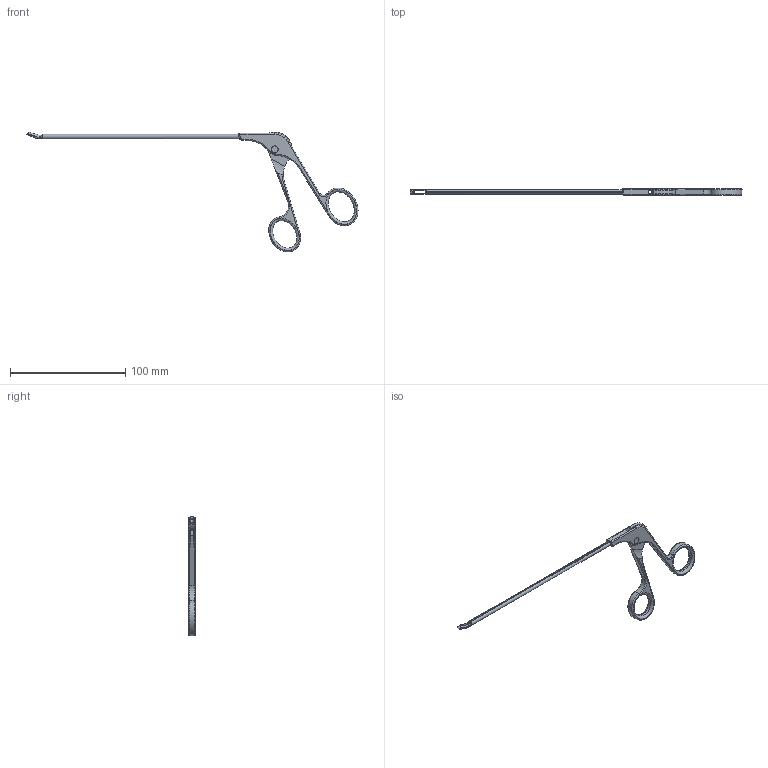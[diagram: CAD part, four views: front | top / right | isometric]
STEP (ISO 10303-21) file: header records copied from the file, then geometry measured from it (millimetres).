
FILE_DESCRIPTION(/* description */ (''),/* implementation_level */ '2;1');
FILE_NAME(/* name */ 'ACUFEX_1_5mm_UPBITER_PUNCH_7207735.stp',/* time_stamp */ '2021-08-09T12:32:24+02:00',/* author */ (''),/* organization */ (''),/* preprocessor_version */ 'ST-DEVELOPER v16.7',/* originating_system */ 'SIEMENS PLM Software NX 1911',/* authorisation */ '');
FILE_SCHEMA (('AUTOMOTIVE_DESIGN { 1 0 10303 214 3 1 1 1 }'));
Length unit declared in the file: millimetre
Products named in the file (3): ACUFEX_TRIGGER; ACUFEX_PUNCH_MAIN_BODY; ACUFEX_1_5mm_UPBITER_PUNCH_7207735
Assembly tree (2 placements, depth 2):
  ACUFEX_1_5mm_UPBITER_PUNCH_7207735
    ACUFEX_PUNCH_MAIN_BODY
    ACUFEX_TRIGGER
Bounding box: 287.75 x 6 x 103.95 mm (x, y, z)
Volume: 10868 mm3; surface area: 10675.6 mm2
Topology: 2 solids, 2 shells, 124 faces, 322 edges, 198 vertices
Faces by surface type: cylinder 47, plane 39, bspline 16, torus 16, extrusion 4, sphere 2
Full cylindrical faces by diameter (mm): 4 x1, 6 x4
Entity records: 5236 total; most frequent: CARTESIAN_POINT 2265, DIRECTION 613, ORIENTED_EDGE 602, EDGE_CURVE 301, AXIS2_PLACEMENT_3D 243, VERTEX_POINT 190, EDGE_LOOP 145, VECTOR 127
